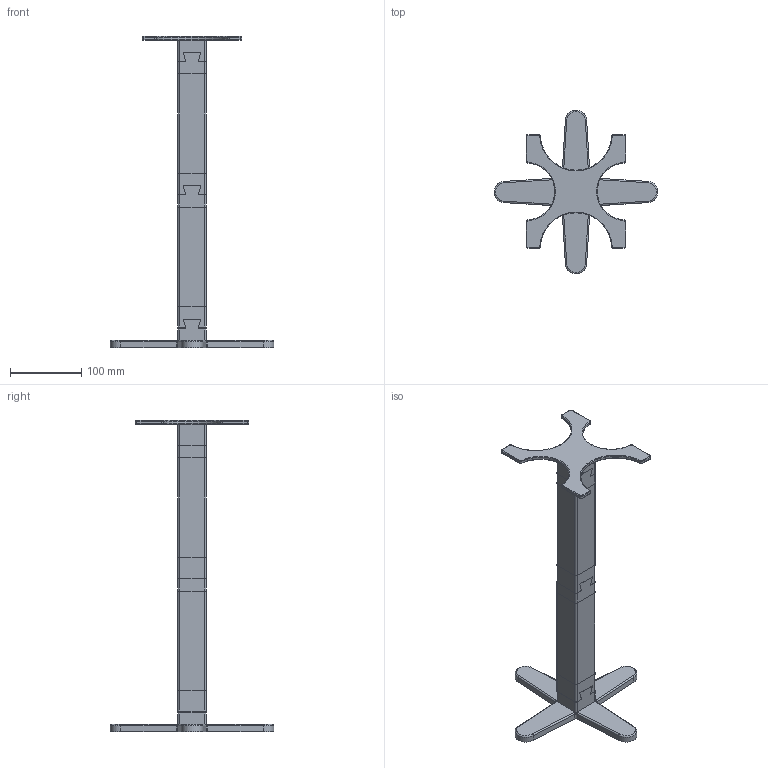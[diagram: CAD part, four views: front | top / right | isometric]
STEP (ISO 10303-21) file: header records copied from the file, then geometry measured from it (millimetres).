
FILE_DESCRIPTION(/* description */ ('STEP AP242','CAx-IF Rec.Pracs.---Representation and Presentation of Product Manufacturing Information (PMI)---4.0---2014-10-13','CAx-IF Rec.Pracs.---3D Tessellated Geometry---0.4---2014-09-14','2;1'),/* implementation_level */ '2;1');
FILE_NAME(/* name */ '668b0a7c3061dc322dd3483b',/* time_stamp */ '2024-07-07T21:37:01Z',/* author */ (''),/* organization */ (''),/* preprocessor_version */ 'ST-DEVELOPER v20',/* originating_system */ ' ',/* authorisation */ ' ');
FILE_SCHEMA (('AP242_MANAGED_MODEL_BASED_3D_ENGINEERING_MIM_LF { 1 0 10303 442 1 1 4 }'));
Length unit declared in the file: metre
Products named in the file (10): complete_stand_assembly; base_assembly <1>; male_dove_joint; base; top_assembly <1>; female_dove_joint; top; shaft_assembly <2>; shaft; shaft_assembly <1>
Assembly tree (14 placements, depth 3):
  complete_stand_assembly
    base_assembly <1>
      male_dove_joint
      base
    top_assembly <1>
      female_dove_joint
      top
    shaft_assembly <2>
      female_dove_joint
      male_dove_joint
      shaft
    shaft_assembly <1>
      shaft
      female_dove_joint
      male_dove_joint
Bounding box: 230 x 230 x 437.2 mm (x, y, z)
Volume: 861757 mm3; surface area: 157548 mm2
Topology: 10 solids, 10 shells, 224 faces, 548 edges, 340 vertices
Faces by surface type: plane 92, cylinder 92, torus 36, bspline 4
Entity records: 4629 total; most frequent: CARTESIAN_POINT 841, DIRECTION 838, ORIENTED_EDGE 704, EDGE_CURVE 352, AXIS2_PLACEMENT_3D 333, VERTEX_POINT 212, LINE 172, VECTOR 172
